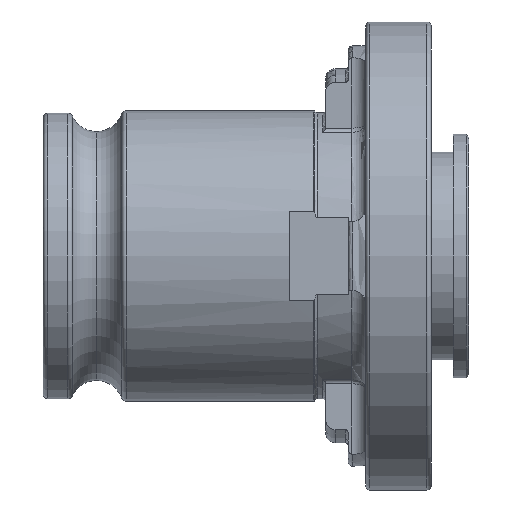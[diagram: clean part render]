
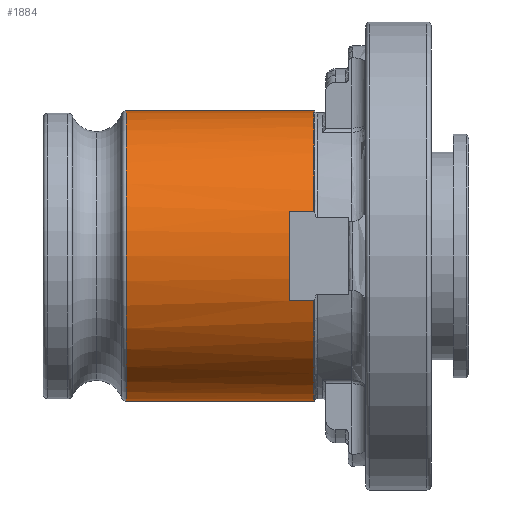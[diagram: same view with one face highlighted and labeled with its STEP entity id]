
A CAD part, front view. The second image highlights one B-rep face of the part: STEP entity #1884.
In plain terms, the highlighted cylindrical face has radius 15.5 mm (diameter 31 mm), a partial arc.
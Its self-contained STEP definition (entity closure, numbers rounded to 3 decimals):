
#208 = ORIENTED_EDGE ( 'NONE', *, *, #2967, .F. ) ;
#209 = ORIENTED_EDGE ( 'NONE', *, *, #3149, .T. ) ;
#210 = ORIENTED_EDGE ( 'NONE', *, *, #3153, .T. ) ;
#211 = ORIENTED_EDGE ( 'NONE', *, *, #2968, .F. ) ;
#212 = ORIENTED_EDGE ( 'NONE', *, *, #2969, .F. ) ;
#213 = ORIENTED_EDGE ( 'NONE', *, *, #3161, .F. ) ;
#214 = ORIENTED_EDGE ( 'NONE', *, *, #3162, .T. ) ;
#215 = ORIENTED_EDGE ( 'NONE', *, *, #3159, .F. ) ;
#563 = VERTEX_POINT ( 'NONE', #2404 ) ;
#571 = VERTEX_POINT ( 'NONE', #2412 ) ;
#579 = VERTEX_POINT ( 'NONE', #2420 ) ;
#1140 = AXIS2_PLACEMENT_3D ( 'NONE', #3449, #3450, #3447 ) ;
#1207 = AXIS2_PLACEMENT_3D ( 'NONE', #3681, #3682, #3683 ) ;
#1208 = AXIS2_PLACEMENT_3D ( 'NONE', #3685, #3686, #3687 ) ;
#1298 = AXIS2_PLACEMENT_3D ( 'NONE', #4071, #4072, #4073 ) ;
#1302 = AXIS2_PLACEMENT_3D ( 'NONE', #4110, #4111, #4112 ) ;
#1361 = VERTEX_POINT ( 'NONE', #2440 ) ;
#1384 = VERTEX_POINT ( 'NONE', #2463 ) ;
#1390 = VERTEX_POINT ( 'NONE', #2469 ) ;
#1393 = VERTEX_POINT ( 'NONE', #2472 ) ;
#1401 = VERTEX_POINT ( 'NONE', #2480 ) ;
#1521 = EDGE_LOOP ( 'NONE', ( #215, #214, #213, #212, #211, #210, #209, #208 ) ) ;
#1781 = FACE_OUTER_BOUND ( 'NONE', #1521, .T. ) ;
#1783 = CYLINDRICAL_SURFACE ( 'NONE', #1140, 15.5 ) ;
#1884 = ADVANCED_FACE ( 'NONE', ( #1781 ), #1783, .T. ) ;
#2035 = LINE ( 'NONE', #3680, #2039 ) ;
#2036 = CIRCLE ( 'NONE', #1207, 15.5 ) ;
#2037 = CIRCLE ( 'NONE', #1208, 15.5 ) ;
#2039 = VECTOR ( 'NONE', #3676, 1000. ) ;
#2255 = LINE ( 'NONE', #4051, #2259 ) ;
#2258 = CIRCLE ( 'NONE', #1298, 15.5 ) ;
#2259 = VECTOR ( 'NONE', #4050, 1000. ) ;
#2266 = LINE ( 'NONE', #4074, #2269 ) ;
#2268 = CIRCLE ( 'NONE', #1302, 15.5 ) ;
#2269 = VECTOR ( 'NONE', #4083, 1000. ) ;
#2270 = LINE ( 'NONE', #4106, #2271 ) ;
#2271 = VECTOR ( 'NONE', #4107, 1000. ) ;
#2404 = CARTESIAN_POINT ( 'NONE',  ( 26.3, -14.75, 4.763 ) ) ;
#2412 = CARTESIAN_POINT ( 'NONE',  ( 26.3, -14.75, -4.763 ) ) ;
#2420 = CARTESIAN_POINT ( 'NONE',  ( 28.936, -14.75, -4.763 ) ) ;
#2440 = CARTESIAN_POINT ( 'NONE',  ( 8.87, 0., 15.5 ) ) ;
#2463 = CARTESIAN_POINT ( 'NONE',  ( 28.936, 0., 15.5 ) ) ;
#2469 = CARTESIAN_POINT ( 'NONE',  ( 8.87, 0., -15.5 ) ) ;
#2472 = CARTESIAN_POINT ( 'NONE',  ( 28.936, 0., -15.5 ) ) ;
#2480 = CARTESIAN_POINT ( 'NONE',  ( 28.936, -14.75, 4.763 ) ) ;
#2967 = EDGE_CURVE ( 'NONE', #1390, #1361, #2036, .T. ) ;
#2968 = EDGE_CURVE ( 'NONE', #1401, #563, #2035, .T. ) ;
#2969 = EDGE_CURVE ( 'NONE', #563, #571, #2037, .T. ) ;
#3149 = EDGE_CURVE ( 'NONE', #1384, #1361, #2255, .T. ) ;
#3153 = EDGE_CURVE ( 'NONE', #1401, #1384, #2258, .T. ) ;
#3159 = EDGE_CURVE ( 'NONE', #1393, #1390, #2266, .T. ) ;
#3161 = EDGE_CURVE ( 'NONE', #571, #579, #2270, .T. ) ;
#3162 = EDGE_CURVE ( 'NONE', #1393, #579, #2268, .T. ) ;
#3447 = DIRECTION ( 'NONE',  ( 0., 0., 1. ) ) ;
#3449 = CARTESIAN_POINT ( 'NONE',  ( -29.89, 0., 0. ) ) ;
#3450 = DIRECTION ( 'NONE',  ( -1., 0., 0. ) ) ;
#3676 = DIRECTION ( 'NONE',  ( -1., 0., 0. ) ) ;
#3680 = CARTESIAN_POINT ( 'NONE',  ( -29.89, -14.75, 4.763 ) ) ;
#3681 = CARTESIAN_POINT ( 'NONE',  ( 8.87, 0., 0. ) ) ;
#3682 = DIRECTION ( 'NONE',  ( -1., 0., 0. ) ) ;
#3683 = DIRECTION ( 'NONE',  ( 0., 0., 1. ) ) ;
#3685 = CARTESIAN_POINT ( 'NONE',  ( 26.3, 0., 0. ) ) ;
#3686 = DIRECTION ( 'NONE',  ( 1., 0., 0. ) ) ;
#3687 = DIRECTION ( 'NONE',  ( 0., 0., -1. ) ) ;
#4050 = DIRECTION ( 'NONE',  ( -1., 0., 0. ) ) ;
#4051 = CARTESIAN_POINT ( 'NONE',  ( -29.89, 0., 15.5 ) ) ;
#4071 = CARTESIAN_POINT ( 'NONE',  ( 28.936, 0., 0. ) ) ;
#4072 = DIRECTION ( 'NONE',  ( -1., 0., 0. ) ) ;
#4073 = DIRECTION ( 'NONE',  ( 0., 0., 1. ) ) ;
#4074 = CARTESIAN_POINT ( 'NONE',  ( -29.89, 0., -15.5 ) ) ;
#4083 = DIRECTION ( 'NONE',  ( -1., 0., 0. ) ) ;
#4106 = CARTESIAN_POINT ( 'NONE',  ( -29.89, -14.75, -4.763 ) ) ;
#4107 = DIRECTION ( 'NONE',  ( 1., 0., 0. ) ) ;
#4110 = CARTESIAN_POINT ( 'NONE',  ( 28.936, 0., 0. ) ) ;
#4111 = DIRECTION ( 'NONE',  ( -1., 0., 0. ) ) ;
#4112 = DIRECTION ( 'NONE',  ( 0., 0., 1. ) ) ;
